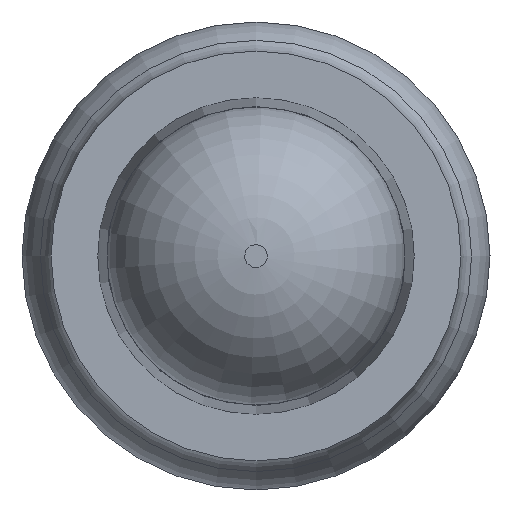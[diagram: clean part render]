
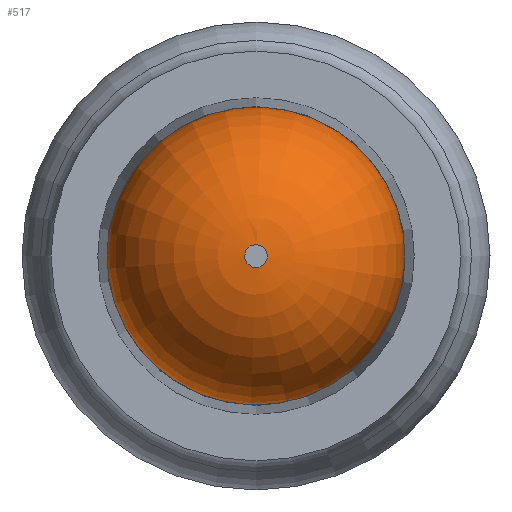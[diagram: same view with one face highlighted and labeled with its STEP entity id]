
A CAD part, left-side view. The second image highlights one B-rep face of the part: STEP entity #517.
In plain terms, the highlighted toroidal (fillet/blend) face has major radius 0.017 mm and minor radius 0.308 mm.
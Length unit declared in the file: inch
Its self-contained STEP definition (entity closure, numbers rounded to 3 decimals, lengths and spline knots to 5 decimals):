
#17 = ORIENTED_EDGE ( 'NONE', *, *, #275, .T. ) ;
#129 = DIRECTION ( 'NONE',  ( 0., -0.035, 0.999 ) ) ;
#131 = AXIS2_PLACEMENT_3D ( 'NONE', #372, #209, #522 ) ;
#136 = CARTESIAN_POINT ( 'NONE',  ( -0.45, -0.00003, 0.001 ) ) ;
#148 = DIRECTION ( 'NONE',  ( -1., 0., 0. ) ) ;
#164 = CIRCLE ( 'NONE', #529, 0.001 ) ;
#208 = EDGE_LOOP ( 'NONE', ( #17 ) ) ;
#209 = DIRECTION ( 'NONE',  ( -1., 0., 0. ) ) ;
#238 = VERTEX_POINT ( 'NONE', #252 ) ;
#248 = VERTEX_POINT ( 'NONE', #136 ) ;
#252 = CARTESIAN_POINT ( 'NONE',  ( -0.43787, -0.00044, 0.01279 ) ) ;
#275 = EDGE_CURVE ( 'NONE', #238, #238, #375, .T. ) ;
#297 = EDGE_CURVE ( 'NONE', #248, #248, #164, .T. ) ;
#298 = CARTESIAN_POINT ( 'NONE',  ( -0.43787, 0., 0. ) ) ;
#321 = DIRECTION ( 'NONE',  ( -1., 0., 0. ) ) ;
#372 = CARTESIAN_POINT ( 'NONE',  ( -0.43787, 0., 0. ) ) ;
#375 = CIRCLE ( 'NONE', #131, 0.0128 ) ;
#438 = TOROIDAL_SURFACE ( 'NONE', #597, 0.00066, 0.01214 ) ;
#441 = FACE_OUTER_BOUND ( 'NONE', #208, .T. ) ;
#474 = CARTESIAN_POINT ( 'NONE',  ( -0.45, 0., 0. ) ) ;
#486 = FACE_OUTER_BOUND ( 'NONE', #544, .T. ) ;
#495 = DIRECTION ( 'NONE',  ( 0., -0.035, 0.999 ) ) ;
#517 = ADVANCED_FACE ( 'NONE', ( #441, #486 ), #438, .T. ) ;
#522 = DIRECTION ( 'NONE',  ( 0., -0.035, 0.999 ) ) ;
#529 = AXIS2_PLACEMENT_3D ( 'NONE', #474, #321, #129 ) ;
#544 = EDGE_LOOP ( 'NONE', ( #619 ) ) ;
#597 = AXIS2_PLACEMENT_3D ( 'NONE', #298, #148, #495 ) ;
#619 = ORIENTED_EDGE ( 'NONE', *, *, #297, .F. ) ;
